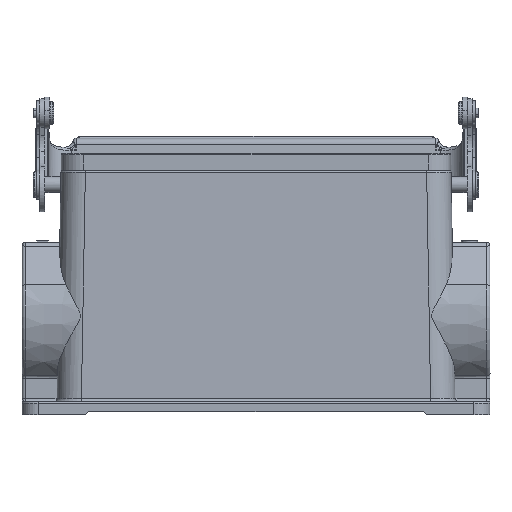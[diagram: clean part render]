
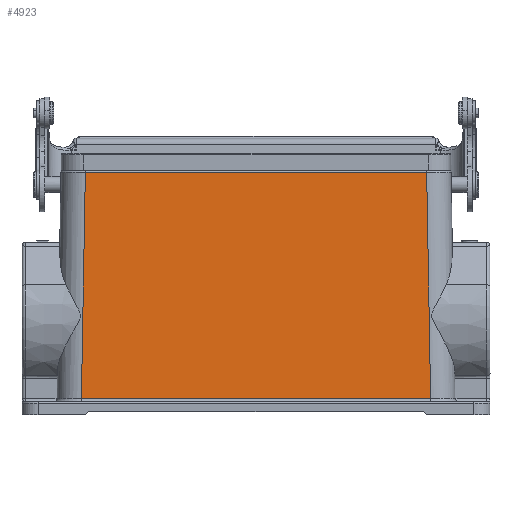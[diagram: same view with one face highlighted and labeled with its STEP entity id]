
A CAD part, top view. The second image highlights one B-rep face of the part: STEP entity #4923.
In plain terms, the highlighted planar face has unit normal (0, 0.018, 1).
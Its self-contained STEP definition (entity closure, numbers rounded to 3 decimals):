
#3746=FACE_OUTER_BOUND('',#10939,.T.);
#4923=ADVANCED_FACE('',(#3746),#6125,.T.);
#6125=PLANE('',#24803);
#6791=LINE('',#32575,#8191);
#6810=LINE('',#33000,#8210);
#6811=LINE('',#33002,#8211);
#6812=LINE('',#33003,#8212);
#8191=VECTOR('',#26961,1.);
#8210=VECTOR('',#26992,1.);
#8211=VECTOR('',#26995,1.);
#8212=VECTOR('',#26996,1.);
#10939=EDGE_LOOP('',(#12718,#12719,#12720,#12721));
#12718=ORIENTED_EDGE('',*,*,#21111,.T.);
#12719=ORIENTED_EDGE('',*,*,#21110,.F.);
#12720=ORIENTED_EDGE('',*,*,#21112,.T.);
#12721=ORIENTED_EDGE('',*,*,#21068,.F.);
#18862=VERTEX_POINT('',#32574);
#18863=VERTEX_POINT('',#32576);
#18891=VERTEX_POINT('',#32901);
#18896=VERTEX_POINT('',#32999);
#21068=EDGE_CURVE('',#18862,#18863,#6791,.T.);
#21110=EDGE_CURVE('',#18896,#18891,#6810,.T.);
#21111=EDGE_CURVE('',#18862,#18891,#6811,.T.);
#21112=EDGE_CURVE('',#18896,#18863,#6812,.T.);
#24803=AXIS2_PLACEMENT_3D('',#33004,#26997,#26998);
#26961=DIRECTION('',(0.017,-1.,0.017));
#26992=DIRECTION('',(0.017,1.,-0.017));
#26995=DIRECTION('',(-1.,0.,0.));
#26996=DIRECTION('',(1.,0.,0.));
#26997=DIRECTION('',(0.,0.017,1.));
#26998=DIRECTION('',(0.,-1.,0.017));
#32574=CARTESIAN_POINT('',(125.51,74.509,-6.491));
#32575=CARTESIAN_POINT('',(125.51,74.509,-6.491));
#32576=CARTESIAN_POINT('',(126.723,4.983,-5.278));
#32901=CARTESIAN_POINT('',(20.49,74.509,-6.491));
#32999=CARTESIAN_POINT('',(19.277,4.983,-5.278));
#33000=CARTESIAN_POINT('',(19.277,4.983,-5.278));
#33002=CARTESIAN_POINT('',(125.51,74.509,-6.491));
#33003=CARTESIAN_POINT('',(19.277,4.983,-5.278));
#33004=CARTESIAN_POINT('',(73.,39.746,-5.885));
